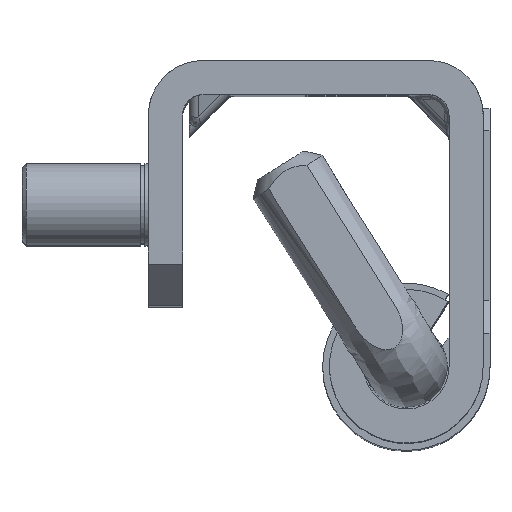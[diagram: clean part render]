
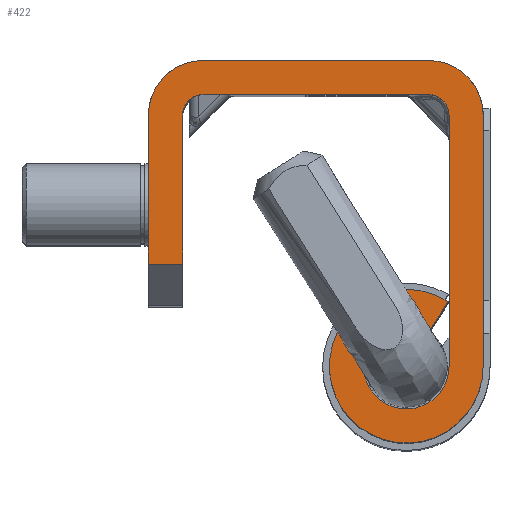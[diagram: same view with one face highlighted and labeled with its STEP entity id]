
A CAD part, top view. The second image highlights one B-rep face of the part: STEP entity #422.
In plain terms, the highlighted planar face has unit normal (0, 0, 1).
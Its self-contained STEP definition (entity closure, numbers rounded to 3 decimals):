
#422=ADVANCED_FACE('',(#910),#911,.F.);
#910=FACE_OUTER_BOUND('',#3822,.T.);
#911=PLANE('',#3823);
#3822=EDGE_LOOP('',(#7035,#7036,#7037,#7038,#7039,#7040,#7041,#7042,#7043,#7044,#7045,#7046,#7047,#7048));
#3823=AXIS2_PLACEMENT_3D('',#7049,#7050,#7051);
#7035=ORIENTED_EDGE('',*,*,#9356,.F.);
#7036=ORIENTED_EDGE('',*,*,#9357,.T.);
#7037=ORIENTED_EDGE('',*,*,#9358,.F.);
#7038=ORIENTED_EDGE('',*,*,#9359,.T.);
#7039=ORIENTED_EDGE('',*,*,#9360,.F.);
#7040=ORIENTED_EDGE('',*,*,#9361,.T.);
#7041=ORIENTED_EDGE('',*,*,#9225,.F.);
#7042=ORIENTED_EDGE('',*,*,#9362,.F.);
#7043=ORIENTED_EDGE('',*,*,#9363,.F.);
#7044=ORIENTED_EDGE('',*,*,#9364,.F.);
#7045=ORIENTED_EDGE('',*,*,#9365,.F.);
#7046=ORIENTED_EDGE('',*,*,#9366,.T.);
#7047=ORIENTED_EDGE('',*,*,#9367,.F.);
#7048=ORIENTED_EDGE('',*,*,#9368,.T.);
#7049=CARTESIAN_POINT('',(0.,0.,45.3));
#7050=DIRECTION('',(0.,0.,-1.0));
#7051=DIRECTION('',(0.,-1.0,0.));
#9225=EDGE_CURVE('',#10295,#10297,#10298,.T.);
#9356=EDGE_CURVE('',#10527,#10528,#10529,.T.);
#9357=EDGE_CURVE('',#10527,#10530,#10531,.T.);
#9358=EDGE_CURVE('',#10532,#10530,#10533,.T.);
#9359=EDGE_CURVE('',#10532,#10534,#10535,.T.);
#9360=EDGE_CURVE('',#10536,#10534,#10537,.T.);
#9361=EDGE_CURVE('',#10536,#10297,#10538,.T.);
#9362=EDGE_CURVE('',#10539,#10295,#10540,.T.);
#9363=EDGE_CURVE('',#10541,#10539,#10542,.T.);
#9364=EDGE_CURVE('',#10543,#10541,#10544,.T.);
#9365=EDGE_CURVE('',#10545,#10543,#10546,.T.);
#9366=EDGE_CURVE('',#10545,#10547,#10548,.F.);
#9367=EDGE_CURVE('',#10549,#10547,#10550,.T.);
#9368=EDGE_CURVE('',#10549,#10528,#10551,.F.);
#10295=VERTEX_POINT('',#12278);
#10297=VERTEX_POINT('',#12281);
#10298=LINE('',#12282,#12283);
#10527=VERTEX_POINT('',#12593);
#10528=VERTEX_POINT('',#12594);
#10529=LINE('',#12595,#12596);
#10530=VERTEX_POINT('',#12597);
#10531=LINE('',#12598,#12599);
#10532=VERTEX_POINT('',#12600);
#10533=LINE('',#12601,#12602);
#10534=VERTEX_POINT('',#12603);
#10535=CIRCLE('',#12604,1.5);
#10536=VERTEX_POINT('',#12605);
#10537=LINE('',#12606,#12607);
#10538=CIRCLE('',#12608,1.5);
#10539=VERTEX_POINT('',#12609);
#10540=CIRCLE('',#12610,3.125);
#10541=VERTEX_POINT('',#12611);
#10542=LINE('',#12612,#12613);
#10543=VERTEX_POINT('',#12614);
#10544=CIRCLE('',#12615,5.625);
#10545=VERTEX_POINT('',#12616);
#10546=LINE('',#12617,#12618);
#10547=VERTEX_POINT('',#12619);
#10548=CIRCLE('',#12620,4.);
#10549=VERTEX_POINT('',#12621);
#10550=LINE('',#12622,#12623);
#10551=CIRCLE('',#12624,4.);
#12278=CARTESIAN_POINT('',(3.125,0.,45.3));
#12281=CARTESIAN_POINT('',(3.125,18.375,45.3));
#12282=CARTESIAN_POINT('',(3.125,0.,45.3));
#12283=VECTOR('',#14169,1.0);
#12593=CARTESIAN_POINT('',(-18.875,7.475,45.3));
#12594=CARTESIAN_POINT('',(-18.875,18.375,45.3));
#12595=CARTESIAN_POINT('',(-18.875,4.475,45.3));
#12596=VECTOR('',#14423,1.0);
#12597=CARTESIAN_POINT('',(-16.375,7.475,45.3));
#12598=CARTESIAN_POINT('',(-16.375,7.475,45.3));
#12599=VECTOR('',#14424,1.0);
#12600=CARTESIAN_POINT('',(-16.375,18.375,45.3));
#12601=CARTESIAN_POINT('',(-16.375,19.875,45.3));
#12602=VECTOR('',#14425,1.0);
#12603=CARTESIAN_POINT('',(-14.875,19.875,45.3));
#12604=AXIS2_PLACEMENT_3D('',#14426,#14427,#14428);
#12605=CARTESIAN_POINT('',(1.625,19.875,45.3));
#12606=CARTESIAN_POINT('',(3.125,19.875,45.3));
#12607=VECTOR('',#14429,1.0);
#12608=AXIS2_PLACEMENT_3D('',#14430,#14431,#14432);
#12609=CARTESIAN_POINT('',(1.702,2.621,45.3));
#12610=AXIS2_PLACEMENT_3D('',#14433,#14434,#14435);
#12611=CARTESIAN_POINT('',(3.064,4.718,45.3));
#12612=CARTESIAN_POINT('',(3.064,4.718,45.3));
#12613=VECTOR('',#14436,1.0);
#12614=CARTESIAN_POINT('',(5.625,0.,45.3));
#12615=AXIS2_PLACEMENT_3D('',#14437,#14438,#14439);
#12616=CARTESIAN_POINT('',(5.625,18.375,45.3));
#12617=CARTESIAN_POINT('',(5.625,22.375,45.3));
#12618=VECTOR('',#14440,1.0);
#12619=CARTESIAN_POINT('',(1.625,22.375,45.3));
#12620=AXIS2_PLACEMENT_3D('',#14441,#14442,#14443);
#12621=CARTESIAN_POINT('',(-14.875,22.375,45.3));
#12622=CARTESIAN_POINT('',(-18.875,22.375,45.3));
#12623=VECTOR('',#14444,1.0);
#12624=AXIS2_PLACEMENT_3D('',#14445,#14446,#14447);
#14169=DIRECTION('',(0.,1.0,0.));
#14423=DIRECTION('',(0.,1.0,0.0));
#14424=DIRECTION('',(1.0,0.,0.));
#14425=DIRECTION('',(0.,-1.0,0.));
#14426=CARTESIAN_POINT('',(-14.875,18.375,45.3));
#14427=DIRECTION('',(0.,0.,-1.0));
#14428=DIRECTION('',(-1.0,0.,0.));
#14429=DIRECTION('',(-1.0,0.,0.));
#14430=CARTESIAN_POINT('',(1.625,18.375,45.3));
#14431=DIRECTION('',(0.,0.,-1.0));
#14432=DIRECTION('',(-1.0,0.,0.));
#14433=CARTESIAN_POINT('',(0.,0.,45.3));
#14434=DIRECTION('',(0.,0.,1.0));
#14435=DIRECTION('',(1.0,0.,0.));
#14436=DIRECTION('',(-0.545,-0.839,0.));
#14437=CARTESIAN_POINT('',(0.,0.,45.3));
#14438=DIRECTION('',(0.,0.,-1.0));
#14439=DIRECTION('',(1.0,0.,0.));
#14440=DIRECTION('',(0.,-1.0,0.));
#14441=CARTESIAN_POINT('',(1.625,18.375,45.3));
#14442=DIRECTION('',(0.,0.,-1.0));
#14443=DIRECTION('',(-1.0,0.,0.));
#14444=DIRECTION('',(1.0,0.,0.));
#14445=CARTESIAN_POINT('',(-14.875,18.375,45.3));
#14446=DIRECTION('',(0.,0.,-1.0));
#14447=DIRECTION('',(-1.0,0.,0.));
